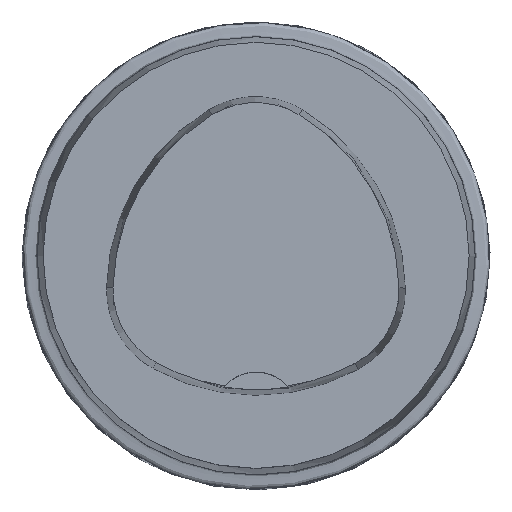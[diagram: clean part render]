
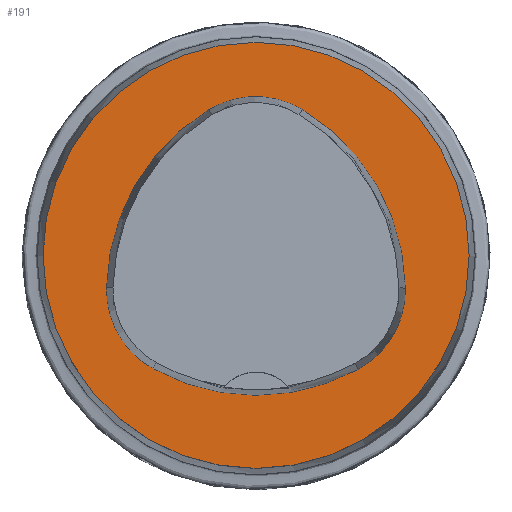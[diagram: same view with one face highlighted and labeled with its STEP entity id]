
A CAD part, top view. The second image highlights one B-rep face of the part: STEP entity #191.
In plain terms, the highlighted planar face has unit normal (0, 0, 1).
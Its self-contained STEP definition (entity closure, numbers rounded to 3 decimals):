
#144=PLANE('',#725);
#191=ADVANCED_FACE('',(#246,#247),#144,.T.);
#246=FACE_BOUND('',#307,.T.);
#247=FACE_BOUND('',#308,.T.);
#307=EDGE_LOOP('',(#398,#399,#400,#401,#402,#403));
#308=EDGE_LOOP('',(#404));
#398=ORIENTED_EDGE('',*,*,#505,.T.);
#399=ORIENTED_EDGE('',*,*,#485,.T.);
#400=ORIENTED_EDGE('',*,*,#489,.T.);
#401=ORIENTED_EDGE('',*,*,#492,.T.);
#402=ORIENTED_EDGE('',*,*,#495,.T.);
#403=ORIENTED_EDGE('',*,*,#503,.T.);
#404=ORIENTED_EDGE('',*,*,#464,.F.);
#420=VERTEX_POINT('',#953);
#441=VERTEX_POINT('',#1017);
#442=VERTEX_POINT('',#1018);
#445=VERTEX_POINT('',#1026);
#447=VERTEX_POINT('',#1032);
#449=VERTEX_POINT('',#1038);
#456=VERTEX_POINT('',#1059);
#464=EDGE_CURVE('',#420,#420,#514,.T.);
#485=EDGE_CURVE('',#441,#442,#535,.T.);
#489=EDGE_CURVE('',#442,#445,#537,.T.);
#492=EDGE_CURVE('',#445,#447,#539,.T.);
#495=EDGE_CURVE('',#447,#449,#541,.T.);
#503=EDGE_CURVE('',#449,#456,#545,.T.);
#505=EDGE_CURVE('',#456,#441,#547,.T.);
#514=CIRCLE('',#660,20.);
#535=CIRCLE('',#703,20.);
#537=CIRCLE('',#706,8.5);
#539=CIRCLE('',#709,20.);
#541=CIRCLE('',#712,8.5);
#545=CIRCLE('',#717,20.);
#547=CIRCLE('',#720,8.5);
#660=AXIS2_PLACEMENT_3D('',#952,#761,#762);
#703=AXIS2_PLACEMENT_3D('',#1016,#847,#848);
#706=AXIS2_PLACEMENT_3D('',#1025,#855,#856);
#709=AXIS2_PLACEMENT_3D('',#1031,#862,#863);
#712=AXIS2_PLACEMENT_3D('',#1037,#869,#870);
#717=AXIS2_PLACEMENT_3D('',#1060,#881,#882);
#720=AXIS2_PLACEMENT_3D('',#1063,#887,#888);
#725=AXIS2_PLACEMENT_3D('',#1068,#897,#898);
#761=DIRECTION('',(0.,0.,-1.));
#762=DIRECTION('',(-1.,0.,0.));
#847=DIRECTION('',(0.,0.,-1.));
#848=DIRECTION('',(-1.,0.,0.));
#855=DIRECTION('',(0.,0.,-1.));
#856=DIRECTION('',(-1.,0.,0.));
#862=DIRECTION('',(0.,0.,-1.));
#863=DIRECTION('',(-1.,0.,0.));
#869=DIRECTION('',(0.,0.,-1.));
#870=DIRECTION('',(-1.,0.,0.));
#881=DIRECTION('',(0.,0.,-1.));
#882=DIRECTION('',(-1.,0.,0.));
#887=DIRECTION('',(0.,0.,-1.));
#888=DIRECTION('',(-1.,0.,0.));
#897=DIRECTION('',(0.,0.,1.));
#898=DIRECTION('',(1.,0.,0.));
#952=CARTESIAN_POINT('',(0.,0.,0.));
#953=CARTESIAN_POINT('',(-20.,0.,0.));
#1016=CARTESIAN_POINT('',(5.955,-3.414,0.));
#1017=CARTESIAN_POINT('',(-14.041,-3.042,0.));
#1018=CARTESIAN_POINT('',(-4.472,13.653,0.));
#1025=CARTESIAN_POINT('',(-0.04,6.4,0.));
#1026=CARTESIAN_POINT('',(4.347,13.68,0.));
#1031=CARTESIAN_POINT('',(-5.976,-3.45,0.));
#1032=CARTESIAN_POINT('',(14.021,-3.075,0.));
#1037=CARTESIAN_POINT('',(5.522,-3.235,0.));
#1038=CARTESIAN_POINT('',(9.588,-10.699,0.));
#1059=CARTESIAN_POINT('',(-9.655,-10.639,0.));
#1060=CARTESIAN_POINT('',(0.022,6.864,0.));
#1063=CARTESIAN_POINT('',(-5.543,-3.2,0.));
#1068=CARTESIAN_POINT('',(0.,0.,0.));
